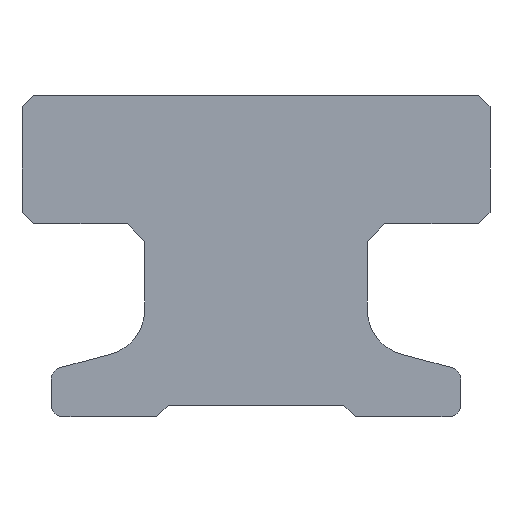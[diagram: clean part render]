
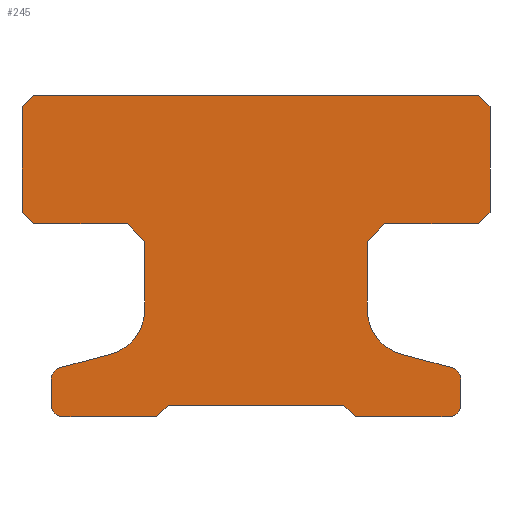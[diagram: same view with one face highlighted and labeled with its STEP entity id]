
A CAD part, front view. The second image highlights one B-rep face of the part: STEP entity #245.
In plain terms, the highlighted planar face has unit normal (0, -1, 0).
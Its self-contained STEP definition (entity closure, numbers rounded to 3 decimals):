
#245=ADVANCED_FACE('',(#493),#494,.T.);
#493=FACE_OUTER_BOUND('',#724,.T.);
#494=PLANE('',#725);
#724=EDGE_LOOP('',(#1294,#1295,#1296,#1297,#1298,#1299,#1300,#1301,#1302,#1303,#1304,#1305,#1306,#1307,#1308,#1309,#1310,#1311,#1312,#1313,#1314,#1315,#1316,#1317,#1318,#1319,#1320,#1321));
#725=AXIS2_PLACEMENT_3D('',#1322,#1323,#1324);
#1294=ORIENTED_EDGE('',*,*,#1557,.T.);
#1295=ORIENTED_EDGE('',*,*,#1449,.T.);
#1296=ORIENTED_EDGE('',*,*,#1454,.T.);
#1297=ORIENTED_EDGE('',*,*,#1458,.T.);
#1298=ORIENTED_EDGE('',*,*,#1462,.F.);
#1299=ORIENTED_EDGE('',*,*,#1466,.T.);
#1300=ORIENTED_EDGE('',*,*,#1470,.T.);
#1301=ORIENTED_EDGE('',*,*,#1474,.T.);
#1302=ORIENTED_EDGE('',*,*,#1478,.T.);
#1303=ORIENTED_EDGE('',*,*,#1482,.T.);
#1304=ORIENTED_EDGE('',*,*,#1486,.T.);
#1305=ORIENTED_EDGE('',*,*,#1490,.T.);
#1306=ORIENTED_EDGE('',*,*,#1494,.T.);
#1307=ORIENTED_EDGE('',*,*,#1498,.T.);
#1308=ORIENTED_EDGE('',*,*,#1502,.T.);
#1309=ORIENTED_EDGE('',*,*,#1506,.T.);
#1310=ORIENTED_EDGE('',*,*,#1510,.T.);
#1311=ORIENTED_EDGE('',*,*,#1514,.T.);
#1312=ORIENTED_EDGE('',*,*,#1518,.F.);
#1313=ORIENTED_EDGE('',*,*,#1522,.T.);
#1314=ORIENTED_EDGE('',*,*,#1526,.T.);
#1315=ORIENTED_EDGE('',*,*,#1530,.T.);
#1316=ORIENTED_EDGE('',*,*,#1534,.T.);
#1317=ORIENTED_EDGE('',*,*,#1538,.T.);
#1318=ORIENTED_EDGE('',*,*,#1542,.T.);
#1319=ORIENTED_EDGE('',*,*,#1546,.T.);
#1320=ORIENTED_EDGE('',*,*,#1550,.T.);
#1321=ORIENTED_EDGE('',*,*,#1554,.T.);
#1322=CARTESIAN_POINT('',(0.,-50.0,2.79));
#1323=DIRECTION('',(0.0,-1.0,0.0));
#1324=DIRECTION('',(1.0,0.0,0.0));
#1449=EDGE_CURVE('',#1742,#1740,#1743,.T.);
#1454=EDGE_CURVE('',#1740,#1748,#1750,.T.);
#1458=EDGE_CURVE('',#1748,#1754,#1756,.T.);
#1462=EDGE_CURVE('',#1760,#1754,#1762,.T.);
#1466=EDGE_CURVE('',#1760,#1766,#1768,.T.);
#1470=EDGE_CURVE('',#1766,#1772,#1774,.T.);
#1474=EDGE_CURVE('',#1772,#1778,#1780,.T.);
#1478=EDGE_CURVE('',#1778,#1784,#1786,.T.);
#1482=EDGE_CURVE('',#1784,#1790,#1792,.T.);
#1486=EDGE_CURVE('',#1790,#1796,#1798,.T.);
#1490=EDGE_CURVE('',#1796,#1802,#1804,.T.);
#1494=EDGE_CURVE('',#1802,#1808,#1810,.T.);
#1498=EDGE_CURVE('',#1808,#1814,#1816,.T.);
#1502=EDGE_CURVE('',#1814,#1820,#1822,.T.);
#1506=EDGE_CURVE('',#1820,#1826,#1828,.T.);
#1510=EDGE_CURVE('',#1826,#1832,#1834,.T.);
#1514=EDGE_CURVE('',#1832,#1838,#1840,.T.);
#1518=EDGE_CURVE('',#1844,#1838,#1846,.T.);
#1522=EDGE_CURVE('',#1844,#1850,#1852,.T.);
#1526=EDGE_CURVE('',#1850,#1856,#1858,.T.);
#1530=EDGE_CURVE('',#1856,#1862,#1864,.T.);
#1534=EDGE_CURVE('',#1862,#1868,#1870,.T.);
#1538=EDGE_CURVE('',#1868,#1874,#1876,.T.);
#1542=EDGE_CURVE('',#1874,#1880,#1882,.T.);
#1546=EDGE_CURVE('',#1880,#1886,#1888,.T.);
#1550=EDGE_CURVE('',#1886,#1892,#1894,.T.);
#1554=EDGE_CURVE('',#1892,#1898,#1900,.T.);
#1557=EDGE_CURVE('',#1898,#1742,#1903,.T.);
#1740=VERTEX_POINT('',#2115);
#1742=VERTEX_POINT('',#2118);
#1743=LINE('',#2119,#2120);
#1748=VERTEX_POINT('',#2127);
#1750=LINE('',#2130,#2131);
#1754=VERTEX_POINT('',#2136);
#1756=LINE('',#2139,#2140);
#1760=VERTEX_POINT('',#2144);
#1762=CIRCLE('',#2147,0.8);
#1766=VERTEX_POINT('',#2152);
#1768=LINE('',#2155,#2156);
#1772=VERTEX_POINT('',#2160);
#1774=CIRCLE('',#2163,0.2);
#1778=VERTEX_POINT('',#2168);
#1780=LINE('',#2171,#2172);
#1784=VERTEX_POINT('',#2176);
#1786=CIRCLE('',#2179,0.2);
#1790=VERTEX_POINT('',#2184);
#1792=LINE('',#2187,#2188);
#1796=VERTEX_POINT('',#2193);
#1798=LINE('',#2196,#2197);
#1802=VERTEX_POINT('',#2202);
#1804=LINE('',#2205,#2206);
#1808=VERTEX_POINT('',#2211);
#1810=LINE('',#2214,#2215);
#1814=VERTEX_POINT('',#2220);
#1816=LINE('',#2223,#2224);
#1820=VERTEX_POINT('',#2228);
#1822=CIRCLE('',#2231,0.2);
#1826=VERTEX_POINT('',#2236);
#1828=LINE('',#2239,#2240);
#1832=VERTEX_POINT('',#2244);
#1834=CIRCLE('',#2247,0.2);
#1838=VERTEX_POINT('',#2252);
#1840=LINE('',#2255,#2256);
#1844=VERTEX_POINT('',#2260);
#1846=CIRCLE('',#2263,0.8);
#1850=VERTEX_POINT('',#2268);
#1852=LINE('',#2271,#2272);
#1856=VERTEX_POINT('',#2277);
#1858=LINE('',#2280,#2281);
#1862=VERTEX_POINT('',#2286);
#1864=LINE('',#2289,#2290);
#1868=VERTEX_POINT('',#2295);
#1870=LINE('',#2298,#2299);
#1874=VERTEX_POINT('',#2304);
#1876=LINE('',#2307,#2308);
#1880=VERTEX_POINT('',#2313);
#1882=LINE('',#2316,#2317);
#1886=VERTEX_POINT('',#2322);
#1888=LINE('',#2325,#2326);
#1892=VERTEX_POINT('',#2331);
#1894=LINE('',#2334,#2335);
#1898=VERTEX_POINT('',#2340);
#1900=LINE('',#2343,#2344);
#1903=LINE('',#2348,#2349);
#2115=CARTESIAN_POINT('',(-2.2,-50.0,3.3));
#2118=CARTESIAN_POINT('',(-3.8,-50.0,3.3));
#2119=CARTESIAN_POINT('',(-3.8,-50.0,3.3));
#2120=VECTOR('',#2551,1.0);
#2127=CARTESIAN_POINT('',(-1.9,-50.0,3.0));
#2130=CARTESIAN_POINT('',(-2.2,-50.0,3.3));
#2131=VECTOR('',#2555,1.0);
#2136=CARTESIAN_POINT('',(-1.9,-50.0,1.843));
#2139=CARTESIAN_POINT('',(-1.9,-50.0,3.0));
#2140=VECTOR('',#2558,1.0);
#2144=CARTESIAN_POINT('',(-2.493,-50.0,1.07));
#2147=AXIS2_PLACEMENT_3D('',#2563,#2564,#2565);
#2152=CARTESIAN_POINT('',(-3.352,-50.0,0.84));
#2155=CARTESIAN_POINT('',(-2.493,-50.0,1.07));
#2156=VECTOR('',#2568,1.0);
#2160=CARTESIAN_POINT('',(-3.5,-50.0,0.647));
#2163=AXIS2_PLACEMENT_3D('',#2573,#2574,#2575);
#2168=CARTESIAN_POINT('',(-3.5,-50.0,0.2));
#2171=CARTESIAN_POINT('',(-3.5,-50.0,0.647));
#2172=VECTOR('',#2578,1.0);
#2176=CARTESIAN_POINT('',(-3.3,-50.0,0.));
#2179=AXIS2_PLACEMENT_3D('',#2583,#2584,#2585);
#2184=CARTESIAN_POINT('',(-1.7,-50.0,0.0));
#2187=CARTESIAN_POINT('',(-3.3,-50.0,0.0));
#2188=VECTOR('',#2588,1.0);
#2193=CARTESIAN_POINT('',(-1.5,-50.0,0.2));
#2196=CARTESIAN_POINT('',(-1.7,-50.0,0.0));
#2197=VECTOR('',#2591,1.0);
#2202=CARTESIAN_POINT('',(1.5,-50.0,0.2));
#2205=CARTESIAN_POINT('',(-1.5,-50.0,0.2));
#2206=VECTOR('',#2594,1.0);
#2211=CARTESIAN_POINT('',(1.7,-50.0,0.0));
#2214=CARTESIAN_POINT('',(1.5,-50.0,0.2));
#2215=VECTOR('',#2597,1.0);
#2220=CARTESIAN_POINT('',(3.3,-50.0,0.0));
#2223=CARTESIAN_POINT('',(1.7,-50.0,0.0));
#2224=VECTOR('',#2600,1.0);
#2228=CARTESIAN_POINT('',(3.5,-50.0,0.2));
#2231=AXIS2_PLACEMENT_3D('',#2605,#2606,#2607);
#2236=CARTESIAN_POINT('',(3.5,-50.0,0.647));
#2239=CARTESIAN_POINT('',(3.5,-50.0,0.2));
#2240=VECTOR('',#2610,1.0);
#2244=CARTESIAN_POINT('',(3.352,-50.0,0.84));
#2247=AXIS2_PLACEMENT_3D('',#2615,#2616,#2617);
#2252=CARTESIAN_POINT('',(2.493,-50.0,1.07));
#2255=CARTESIAN_POINT('',(3.352,-50.0,0.84));
#2256=VECTOR('',#2620,1.0);
#2260=CARTESIAN_POINT('',(1.9,-50.0,1.843));
#2263=AXIS2_PLACEMENT_3D('',#2625,#2626,#2627);
#2268=CARTESIAN_POINT('',(1.9,-50.0,3.0));
#2271=CARTESIAN_POINT('',(1.9,-50.0,1.843));
#2272=VECTOR('',#2630,1.0);
#2277=CARTESIAN_POINT('',(2.2,-50.0,3.3));
#2280=CARTESIAN_POINT('',(1.9,-50.0,3.0));
#2281=VECTOR('',#2633,1.0);
#2286=CARTESIAN_POINT('',(3.8,-50.0,3.3));
#2289=CARTESIAN_POINT('',(2.2,-50.0,3.3));
#2290=VECTOR('',#2636,1.0);
#2295=CARTESIAN_POINT('',(4.0,-50.0,3.5));
#2298=CARTESIAN_POINT('',(3.8,-50.0,3.3));
#2299=VECTOR('',#2639,1.0);
#2304=CARTESIAN_POINT('',(4.0,-50.0,5.3));
#2307=CARTESIAN_POINT('',(4.0,-50.0,3.5));
#2308=VECTOR('',#2642,1.0);
#2313=CARTESIAN_POINT('',(3.8,-50.0,5.5));
#2316=CARTESIAN_POINT('',(4.0,-50.0,5.3));
#2317=VECTOR('',#2645,1.0);
#2322=CARTESIAN_POINT('',(-3.8,-50.0,5.5));
#2325=CARTESIAN_POINT('',(3.8,-50.0,5.5));
#2326=VECTOR('',#2648,1.0);
#2331=CARTESIAN_POINT('',(-4.0,-50.0,5.3));
#2334=CARTESIAN_POINT('',(-3.8,-50.0,5.5));
#2335=VECTOR('',#2651,1.0);
#2340=CARTESIAN_POINT('',(-4.0,-50.0,3.5));
#2343=CARTESIAN_POINT('',(-4.0,-50.0,5.3));
#2344=VECTOR('',#2654,1.0);
#2348=CARTESIAN_POINT('',(-4.0,-50.0,3.5));
#2349=VECTOR('',#2656,1.0);
#2551=DIRECTION('',(1.0,0.0,0.0));
#2555=DIRECTION('',(0.707,0.0,-0.707));
#2558=DIRECTION('',(0.0,0.0,-1.0));
#2563=CARTESIAN_POINT('',(-2.7,-50.0,1.843));
#2564=DIRECTION('',(0.0,-1.0,0.0));
#2565=DIRECTION('',(0.259,0.0,-0.966));
#2568=DIRECTION('',(-0.966,-0.0,-0.259));
#2573=CARTESIAN_POINT('',(-3.3,-50.0,0.647));
#2574=DIRECTION('',(0.0,-1.0,0.0));
#2575=DIRECTION('',(-0.259,0.0,0.966));
#2578=DIRECTION('',(0.0,0.0,-1.0));
#2583=CARTESIAN_POINT('',(-3.3,-50.0,0.2));
#2584=DIRECTION('',(0.0,-1.0,0.0));
#2585=DIRECTION('',(-1.,0.0,0.));
#2588=DIRECTION('',(1.0,0.0,0.0));
#2591=DIRECTION('',(0.707,0.0,0.707));
#2594=DIRECTION('',(1.0,0.0,0.0));
#2597=DIRECTION('',(0.707,0.0,-0.707));
#2600=DIRECTION('',(1.0,0.0,0.0));
#2605=CARTESIAN_POINT('',(3.3,-50.0,0.2));
#2606=DIRECTION('',(0.0,-1.0,-0.0));
#2607=DIRECTION('',(0.,0.0,-1.));
#2610=DIRECTION('',(0.0,0.0,1.0));
#2615=CARTESIAN_POINT('',(3.3,-50.0,0.647));
#2616=DIRECTION('',(0.0,-1.0,0.0));
#2617=DIRECTION('',(1.,0.0,0.));
#2620=DIRECTION('',(-0.966,0.0,0.259));
#2625=CARTESIAN_POINT('',(2.7,-50.0,1.843));
#2626=DIRECTION('',(0.0,-1.0,0.0));
#2627=DIRECTION('',(-1.0,0.0,0.));
#2630=DIRECTION('',(0.0,0.0,1.0));
#2633=DIRECTION('',(0.707,0.0,0.707));
#2636=DIRECTION('',(1.0,0.0,0.0));
#2639=DIRECTION('',(0.707,0.0,0.707));
#2642=DIRECTION('',(0.0,0.0,1.0));
#2645=DIRECTION('',(-0.707,0.0,0.707));
#2648=DIRECTION('',(-1.0,0.0,0.0));
#2651=DIRECTION('',(-0.707,-0.0,-0.707));
#2654=DIRECTION('',(0.0,0.0,-1.0));
#2656=DIRECTION('',(0.707,0.0,-0.707));
